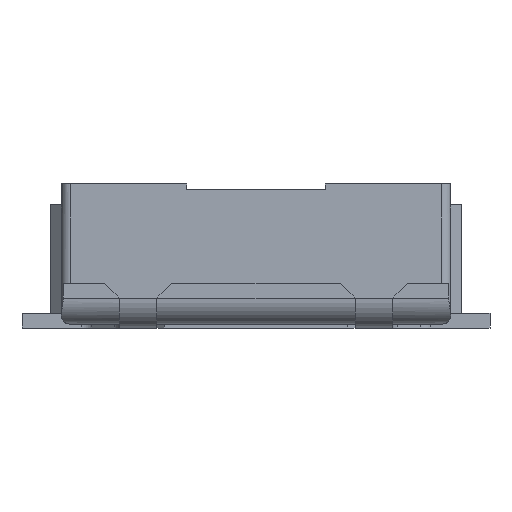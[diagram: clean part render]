
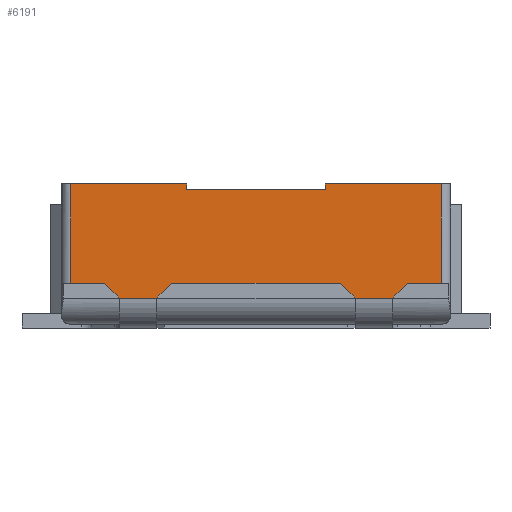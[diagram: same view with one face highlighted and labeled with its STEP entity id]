
A CAD part, left-side view. The second image highlights one B-rep face of the part: STEP entity #6191.
In plain terms, the highlighted planar face has unit normal (-1, 0, 0).
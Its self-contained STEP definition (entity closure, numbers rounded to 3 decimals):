
#207 = ORIENTED_EDGE ( 'NONE', *, *, #984, .F. ) ;
#209 = ORIENTED_EDGE ( 'NONE', *, *, #987, .F. ) ;
#210 = ORIENTED_EDGE ( 'NONE', *, *, #983, .F. ) ;
#211 = ORIENTED_EDGE ( 'NONE', *, *, #988, .F. ) ;
#212 = ORIENTED_EDGE ( 'NONE', *, *, #989, .F. ) ;
#213 = ORIENTED_EDGE ( 'NONE', *, *, #990, .T. ) ;
#214 = ORIENTED_EDGE ( 'NONE', *, *, #1413, .F. ) ;
#215 = ORIENTED_EDGE ( 'NONE', *, *, #991, .F. ) ;
#216 = ORIENTED_EDGE ( 'NONE', *, *, #993, .T. ) ;
#217 = ORIENTED_EDGE ( 'NONE', *, *, #992, .F. ) ;
#218 = ORIENTED_EDGE ( 'NONE', *, *, #994, .T. ) ;
#219 = ORIENTED_EDGE ( 'NONE', *, *, #995, .F. ) ;
#220 = ORIENTED_EDGE ( 'NONE', *, *, #996, .T. ) ;
#221 = ORIENTED_EDGE ( 'NONE', *, *, #997, .T. ) ;
#222 = ORIENTED_EDGE ( 'NONE', *, *, #998, .T. ) ;
#223 = ORIENTED_EDGE ( 'NONE', *, *, #999, .T. ) ;
#360 = EDGE_LOOP ( 'NONE', ( #207, #210, #209, #211, #212, #213, #214, #215, #217, #216, #218, #219, #220, #221, #222, #223 ) ) ;
#983 = EDGE_CURVE ( 'NONE', #5539, #5537, #7758, .T. ) ;
#984 = EDGE_CURVE ( 'NONE', #5537, #5538, #7761, .T. ) ;
#987 = EDGE_CURVE ( 'NONE', #5540, #5539, #7770, .T. ) ;
#988 = EDGE_CURVE ( 'NONE', #5541, #5540, #7773, .T. ) ;
#989 = EDGE_CURVE ( 'NONE', #5542, #5541, #7776, .T. ) ;
#990 = EDGE_CURVE ( 'NONE', #5542, #5530, #7779, .T. ) ;
#991 = EDGE_CURVE ( 'NONE', #5543, #5529, #7782, .T. ) ;
#992 = EDGE_CURVE ( 'NONE', #5544, #5543, #7785, .T. ) ;
#993 = EDGE_CURVE ( 'NONE', #5544, #5545, #7788, .T. ) ;
#994 = EDGE_CURVE ( 'NONE', #5545, #5546, #7791, .T. ) ;
#995 = EDGE_CURVE ( 'NONE', #5547, #5546, #7794, .T. ) ;
#996 = EDGE_CURVE ( 'NONE', #5547, #5548, #7797, .T. ) ;
#997 = EDGE_CURVE ( 'NONE', #5548, #5549, #7800, .T. ) ;
#998 = EDGE_CURVE ( 'NONE', #5549, #5550, #7803, .T. ) ;
#999 = EDGE_CURVE ( 'NONE', #5550, #5538, #7806, .T. ) ;
#1413 = EDGE_CURVE ( 'NONE', #5529, #5530, #10112, .T. ) ;
#5529 = VERTEX_POINT ( 'NONE', #14818 ) ;
#5530 = VERTEX_POINT ( 'NONE', #14819 ) ;
#5537 = VERTEX_POINT ( 'NONE', #14826 ) ;
#5538 = VERTEX_POINT ( 'NONE', #14827 ) ;
#5539 = VERTEX_POINT ( 'NONE', #14828 ) ;
#5540 = VERTEX_POINT ( 'NONE', #14829 ) ;
#5541 = VERTEX_POINT ( 'NONE', #14830 ) ;
#5542 = VERTEX_POINT ( 'NONE', #14831 ) ;
#5543 = VERTEX_POINT ( 'NONE', #14832 ) ;
#5544 = VERTEX_POINT ( 'NONE', #14833 ) ;
#5545 = VERTEX_POINT ( 'NONE', #14834 ) ;
#5546 = VERTEX_POINT ( 'NONE', #14835 ) ;
#5547 = VERTEX_POINT ( 'NONE', #14836 ) ;
#5548 = VERTEX_POINT ( 'NONE', #14837 ) ;
#5549 = VERTEX_POINT ( 'NONE', #14838 ) ;
#5550 = VERTEX_POINT ( 'NONE', #14839 ) ;
#6191 = ADVANCED_FACE ( 'NONE', ( #16059 ), #16777, .T. ) ;
#7758 = LINE ( 'NONE', #7759, #8061 ) ;
#7759 = CARTESIAN_POINT ( 'NONE',  ( -2.25, -0.53, 0.16 ) ) ;
#7760 = DIRECTION ( 'NONE',  ( 0., 0.707, 0.707 ) ) ;
#7761 = LINE ( 'NONE', #7762, #8060 ) ;
#7762 = CARTESIAN_POINT ( 'NONE',  ( -2.25, 0.48, 0.24 ) ) ;
#7763 = DIRECTION ( 'NONE',  ( 0., 1., 0. ) ) ;
#7770 = LINE ( 'NONE', #7771, #8057 ) ;
#7771 = CARTESIAN_POINT ( 'NONE',  ( -2.25, -0.53, 0.16 ) ) ;
#7772 = DIRECTION ( 'NONE',  ( 0., 1., 0. ) ) ;
#7773 = LINE ( 'NONE', #7774, #8141 ) ;
#7774 = CARTESIAN_POINT ( 'NONE',  ( -2.25, -0.73, 0.16 ) ) ;
#7775 = DIRECTION ( 'NONE',  ( 0., 0.707, -0.707 ) ) ;
#7776 = LINE ( 'NONE', #7777, #8142 ) ;
#7777 = CARTESIAN_POINT ( 'NONE',  ( -2.25, -0.81, 0.24 ) ) ;
#7778 = DIRECTION ( 'NONE',  ( 0., 1., 0. ) ) ;
#7779 = LINE ( 'NONE', #7780, #8143 ) ;
#7780 = CARTESIAN_POINT ( 'NONE',  ( -2.25, -0.99, 0.77 ) ) ;
#7781 = DIRECTION ( 'NONE',  ( 0., 0., 1. ) ) ;
#7782 = LINE ( 'NONE', #7783, #8144 ) ;
#7783 = CARTESIAN_POINT ( 'NONE',  ( -2.25, -0.37, 0.77 ) ) ;
#7784 = DIRECTION ( 'NONE',  ( 0., 0., 1. ) ) ;
#7785 = LINE ( 'NONE', #7786, #8145 ) ;
#7786 = CARTESIAN_POINT ( 'NONE',  ( -2.25, 0., 0.74 ) ) ;
#7787 = DIRECTION ( 'NONE',  ( 0., -1., 0. ) ) ;
#7788 = LINE ( 'NONE', #7789, #8146 ) ;
#7789 = CARTESIAN_POINT ( 'NONE',  ( -2.25, 0.37, 0.77 ) ) ;
#7790 = DIRECTION ( 'NONE',  ( 0., 0., 1. ) ) ;
#7791 = LINE ( 'NONE', #7792, #8147 ) ;
#7792 = CARTESIAN_POINT ( 'NONE',  ( -2.25, 1.04, 0.77 ) ) ;
#7793 = DIRECTION ( 'NONE',  ( 0., 1., 0. ) ) ;
#7794 = LINE ( 'NONE', #7795, #8148 ) ;
#7795 = CARTESIAN_POINT ( 'NONE',  ( -2.25, 0.99, 0.77 ) ) ;
#7796 = DIRECTION ( 'NONE',  ( 0., 0., 1. ) ) ;
#7797 = LINE ( 'NONE', #7798, #8149 ) ;
#7798 = CARTESIAN_POINT ( 'NONE',  ( -2.25, 0.81, 0.24 ) ) ;
#7799 = DIRECTION ( 'NONE',  ( 0., -1., 0. ) ) ;
#7800 = LINE ( 'NONE', #7801, #8150 ) ;
#7801 = CARTESIAN_POINT ( 'NONE',  ( -2.25, 0.73, 0.16 ) ) ;
#7802 = DIRECTION ( 'NONE',  ( 0., -0.707, -0.707 ) ) ;
#7803 = LINE ( 'NONE', #7804, #8151 ) ;
#7804 = CARTESIAN_POINT ( 'NONE',  ( -2.25, 0.53, 0.16 ) ) ;
#7805 = DIRECTION ( 'NONE',  ( 0., -1., 0. ) ) ;
#7806 = LINE ( 'NONE', #7807, #8152 ) ;
#7807 = CARTESIAN_POINT ( 'NONE',  ( -2.25, 0.53, 0.16 ) ) ;
#7808 = DIRECTION ( 'NONE',  ( 0., -0.707, 0.707 ) ) ;
#8057 = VECTOR ( 'NONE', #7772, 1000. ) ;
#8060 = VECTOR ( 'NONE', #7763, 1000. ) ;
#8061 = VECTOR ( 'NONE', #7760, 1000. ) ;
#8141 = VECTOR ( 'NONE', #7775, 1000. ) ;
#8142 = VECTOR ( 'NONE', #7778, 1000. ) ;
#8143 = VECTOR ( 'NONE', #7781, 1000. ) ;
#8144 = VECTOR ( 'NONE', #7784, 1000. ) ;
#8145 = VECTOR ( 'NONE', #7787, 1000. ) ;
#8146 = VECTOR ( 'NONE', #7790, 1000. ) ;
#8147 = VECTOR ( 'NONE', #7793, 1000. ) ;
#8148 = VECTOR ( 'NONE', #7796, 1000. ) ;
#8149 = VECTOR ( 'NONE', #7799, 1000. ) ;
#8150 = VECTOR ( 'NONE', #7802, 1000. ) ;
#8151 = VECTOR ( 'NONE', #7805, 1000. ) ;
#8152 = VECTOR ( 'NONE', #7808, 1000. ) ;
#9755 = VECTOR ( 'NONE', #10114, 1000. ) ;
#10112 = LINE ( 'NONE', #10113, #9755 ) ;
#10113 = CARTESIAN_POINT ( 'NONE',  ( -2.25, -1.04, 0.77 ) ) ;
#10114 = DIRECTION ( 'NONE',  ( 0., -1., 0. ) ) ;
#14818 = CARTESIAN_POINT ( 'NONE',  ( -2.25, -0.37, 0.77 ) ) ;
#14819 = CARTESIAN_POINT ( 'NONE',  ( -2.25, -0.99, 0.77 ) ) ;
#14826 = CARTESIAN_POINT ( 'NONE',  ( -2.25, -0.45, 0.24 ) ) ;
#14827 = CARTESIAN_POINT ( 'NONE',  ( -2.25, 0.45, 0.24 ) ) ;
#14828 = CARTESIAN_POINT ( 'NONE',  ( -2.25, -0.53, 0.16 ) ) ;
#14829 = CARTESIAN_POINT ( 'NONE',  ( -2.25, -0.73, 0.16 ) ) ;
#14830 = CARTESIAN_POINT ( 'NONE',  ( -2.25, -0.81, 0.24 ) ) ;
#14831 = CARTESIAN_POINT ( 'NONE',  ( -2.25, -0.99, 0.24 ) ) ;
#14832 = CARTESIAN_POINT ( 'NONE',  ( -2.25, -0.37, 0.74 ) ) ;
#14833 = CARTESIAN_POINT ( 'NONE',  ( -2.25, 0.37, 0.74 ) ) ;
#14834 = CARTESIAN_POINT ( 'NONE',  ( -2.25, 0.37, 0.77 ) ) ;
#14835 = CARTESIAN_POINT ( 'NONE',  ( -2.25, 0.99, 0.77 ) ) ;
#14836 = CARTESIAN_POINT ( 'NONE',  ( -2.25, 0.99, 0.24 ) ) ;
#14837 = CARTESIAN_POINT ( 'NONE',  ( -2.25, 0.81, 0.24 ) ) ;
#14838 = CARTESIAN_POINT ( 'NONE',  ( -2.25, 0.73, 0.16 ) ) ;
#14839 = CARTESIAN_POINT ( 'NONE',  ( -2.25, 0.53, 0.16 ) ) ;
#16059 = FACE_OUTER_BOUND ( 'NONE', #360, .T. ) ;
#16062 = AXIS2_PLACEMENT_3D ( 'NONE', #16778, #16779, #16780 ) ;
#16777 = PLANE ( 'NONE',  #16062 ) ;
#16778 = CARTESIAN_POINT ( 'NONE',  ( -2.25, 0., 0.02 ) ) ;
#16779 = DIRECTION ( 'NONE',  ( -1., 0., 0. ) ) ;
#16780 = DIRECTION ( 'NONE',  ( 0., -1., 0. ) ) ;
